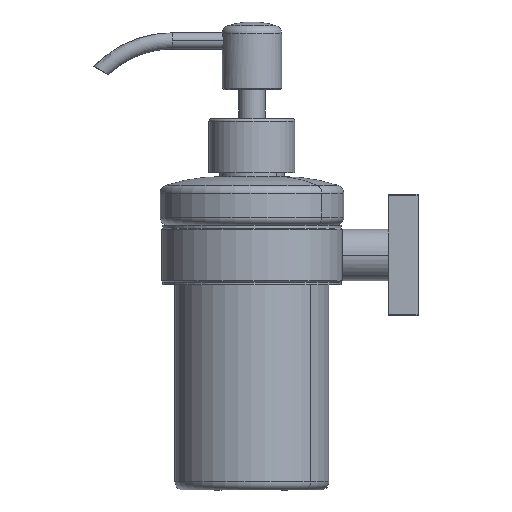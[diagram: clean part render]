
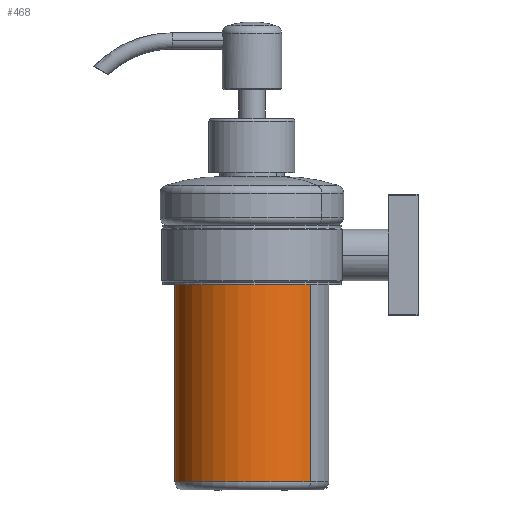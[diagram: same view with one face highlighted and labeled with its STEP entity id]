
A CAD part, left-side view. The second image highlights one B-rep face of the part: STEP entity #468.
In plain terms, the highlighted cylindrical face has radius 28.5 mm (diameter 57 mm), a partial arc.
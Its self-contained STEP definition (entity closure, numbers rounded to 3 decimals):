
#468 = ADVANCED_FACE ( 'NONE', ( #6512 ), #6511, .T. ) ;
#1434 = EDGE_LOOP ( 'NONE', ( #16220, #16216, #16217, #16214 ) ) ;
#5195 = CIRCLE ( 'NONE', #10058, 28.5 ) ;
#5521 = CIRCLE ( 'NONE', #14928, 28.5 ) ;
#6103 = CARTESIAN_POINT ( 'NONE',  ( 0., 0., 0. ) ) ;
#6104 = DIRECTION ( 'NONE',  ( 0., 1., 0. ) ) ;
#6105 = DIRECTION ( 'NONE',  ( 0., 0., 1. ) ) ;
#6511 = CYLINDRICAL_SURFACE ( 'NONE', #6516, 28.5 ) ;
#6512 = FACE_OUTER_BOUND ( 'NONE', #1434, .T. ) ;
#6516 = AXIS2_PLACEMENT_3D ( 'NONE', #6103, #6104, #6105 ) ;
#10058 = AXIS2_PLACEMENT_3D ( 'NONE', #12048, #12049, #12050 ) ;
#11184 = CARTESIAN_POINT ( 'NONE',  ( 0., -29., 28.5 ) ) ;
#11185 = CARTESIAN_POINT ( 'NONE',  ( 0., -29., -28.5 ) ) ;
#11205 = CARTESIAN_POINT ( 'NONE',  ( 0., -124., -28.5 ) ) ;
#11214 = CARTESIAN_POINT ( 'NONE',  ( 0., -124., 28.5 ) ) ;
#11435 = VERTEX_POINT ( 'NONE', #11184 ) ;
#11436 = VERTEX_POINT ( 'NONE', #11185 ) ;
#11456 = VERTEX_POINT ( 'NONE', #11205 ) ;
#11550 = VERTEX_POINT ( 'NONE', #11214 ) ;
#12048 = CARTESIAN_POINT ( 'NONE',  ( 0., -124., 0. ) ) ;
#12049 = DIRECTION ( 'NONE',  ( 0., 1., 0. ) ) ;
#12050 = DIRECTION ( 'NONE',  ( 0., 0., 1. ) ) ;
#14709 = LINE ( 'NONE', #14710, #14902 ) ;
#14710 = CARTESIAN_POINT ( 'NONE',  ( 0., 0., -28.5 ) ) ;
#14711 = DIRECTION ( 'NONE',  ( 0., 1., 0. ) ) ;
#14715 = LINE ( 'NONE', #14716, #14903 ) ;
#14716 = CARTESIAN_POINT ( 'NONE',  ( 0., 0., 28.5 ) ) ;
#14717 = DIRECTION ( 'NONE',  ( 0., 1., 0. ) ) ;
#14902 = VECTOR ( 'NONE', #14711, 1000. ) ;
#14903 = VECTOR ( 'NONE', #14717, 1000. ) ;
#14928 = AXIS2_PLACEMENT_3D ( 'NONE', #15288, #15289, #15290 ) ;
#15288 = CARTESIAN_POINT ( 'NONE',  ( 0., -29., 0. ) ) ;
#15289 = DIRECTION ( 'NONE',  ( 0., 1., 0. ) ) ;
#15290 = DIRECTION ( 'NONE',  ( 0., 0., 1. ) ) ;
#16214 = ORIENTED_EDGE ( 'NONE', *, *, #17277, .F. ) ;
#16216 = ORIENTED_EDGE ( 'NONE', *, *, #16445, .T. ) ;
#16217 = ORIENTED_EDGE ( 'NONE', *, *, #17263, .T. ) ;
#16220 = ORIENTED_EDGE ( 'NONE', *, *, #17261, .F. ) ;
#16445 = EDGE_CURVE ( 'NONE', #11456, #11550, #5195, .T. ) ;
#17261 = EDGE_CURVE ( 'NONE', #11456, #11436, #14709, .T. ) ;
#17263 = EDGE_CURVE ( 'NONE', #11550, #11435, #14715, .T. ) ;
#17277 = EDGE_CURVE ( 'NONE', #11436, #11435, #5521, .T. ) ;
